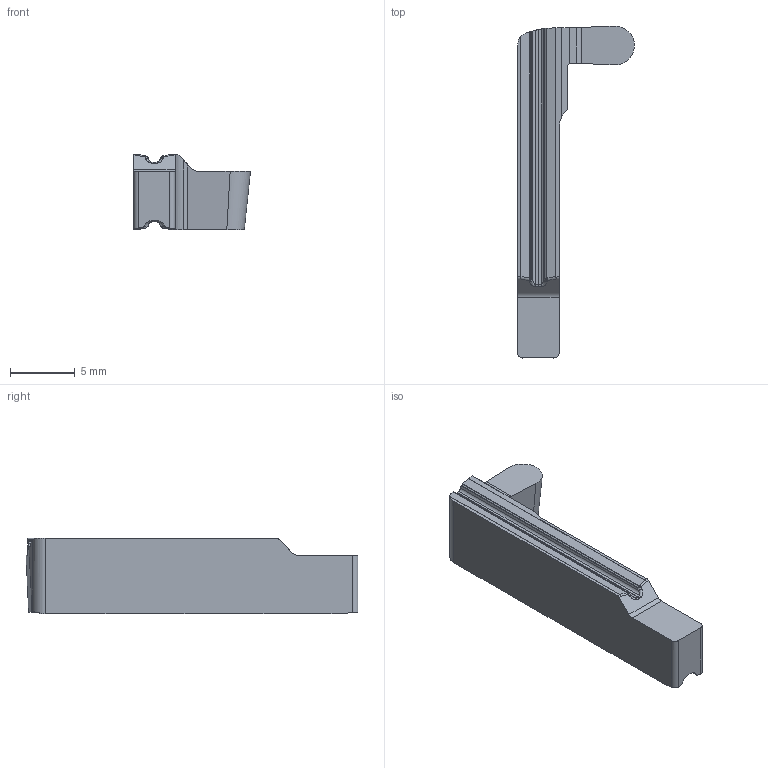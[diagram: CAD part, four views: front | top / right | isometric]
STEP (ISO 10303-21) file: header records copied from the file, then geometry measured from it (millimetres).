
FILE_DESCRIPTION(/* description */ (''),/* implementation_level */ '2;1');
FILE_NAME(/* name */ 'aaa331321_a.stp',/* time_stamp */ '2019-09-16T13:13:30+02:00',/* author */ (''),/* organization */ ('SMS'),/* preprocessor_version */ 'ST-DEVELOPER v16.7',/* originating_system */ 'SIEMENS PLM Software NX 12.0',/* authorisation */ '');
FILE_SCHEMA (('AUTOMOTIVE_DESIGN { 1 0 10303 214 3 1 1 1 }'));
Length unit declared in the file: millimetre
Products named in the file (1): AAA331321_A
Bounding box: 9 x 25.55 x 5.79 mm (x, y, z)
Volume: 491.8 mm3; surface area: 563.4 mm2
Topology: 1 solids, 1 shells, 205 faces, 494 edges, 293 vertices
Faces by surface type: cylinder 84, bspline 59, plane 48, torus 14
Entity records: 7069 total; most frequent: CARTESIAN_POINT 2669, ORIENTED_EDGE 986, DIRECTION 817, EDGE_CURVE 493, AXIS2_PLACEMENT_3D 315, VERTEX_POINT 290, ADVANCED_FACE 205, FACE_OUTER_BOUND 205
